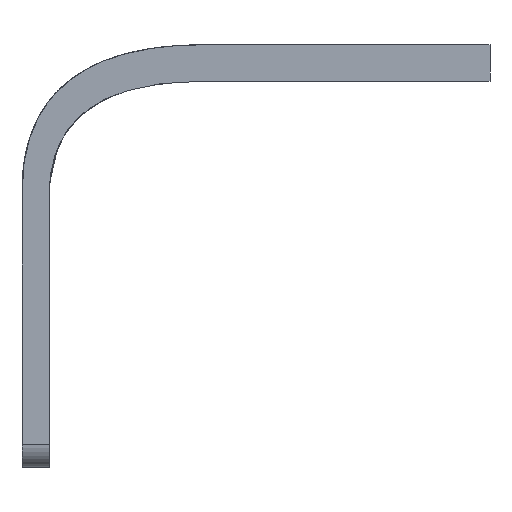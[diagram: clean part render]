
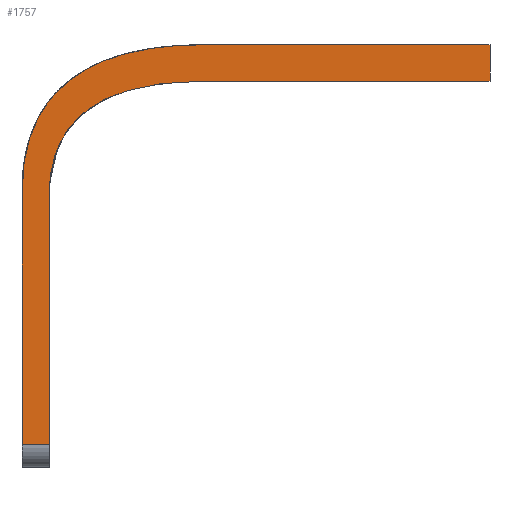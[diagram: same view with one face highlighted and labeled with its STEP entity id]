
A CAD part, front view. The second image highlights one B-rep face of the part: STEP entity #1757.
In plain terms, the highlighted planar face has unit normal (0, -1, 0).
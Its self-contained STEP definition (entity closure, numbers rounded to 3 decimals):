
#131=PLANE('',#1797);
#198=FACE_OUTER_BOUND('',#354,.T.);
#354=EDGE_LOOP('',(#1632,#1633,#1634,#1635,#1636,#1637,#1638,#1639));
#410=LINE('',#9981,#503);
#421=LINE('',#9995,#514);
#440=LINE('',#10116,#533);
#442=LINE('',#10120,#535);
#443=LINE('',#10123,#536);
#446=LINE('',#10140,#539);
#503=VECTOR('',#1857,10.);
#514=VECTOR('',#1870,10.);
#533=VECTOR('',#1925,10.);
#535=VECTOR('',#1931,10.);
#536=VECTOR('',#1934,10.);
#539=VECTOR('',#1939,10.);
#691=B_SPLINE_CURVE_WITH_KNOTS('',3,(#10076,#10077,#10078,#10079,#10080,
#10081,#10082,#10083,#10084,#10085),.UNSPECIFIED.,.F.,.F.,(4,3,3,4),(1.,
1.323,1.626,2.),.UNSPECIFIED.);
#692=B_SPLINE_CURVE_WITH_KNOTS('',2,(#10133,#10134,#10135),
 .UNSPECIFIED.,.F.,.F.,(3,3),(1.,2.),.UNSPECIFIED.);
#840=VERTEX_POINT('',#9978);
#841=VERTEX_POINT('',#9980);
#842=VERTEX_POINT('',#9992);
#843=VERTEX_POINT('',#9994);
#854=VERTEX_POINT('',#10068);
#855=VERTEX_POINT('',#10075);
#863=VERTEX_POINT('',#10114);
#864=VERTEX_POINT('',#10122);
#1065=EDGE_CURVE('',#840,#841,#410,.T.);
#1076=EDGE_CURVE('',#842,#843,#421,.T.);
#1097=EDGE_CURVE('',#854,#855,#691,.T.);
#1114=EDGE_CURVE('',#863,#854,#440,.F.);
#1116=EDGE_CURVE('',#843,#863,#442,.T.);
#1117=EDGE_CURVE('',#855,#864,#443,.F.);
#1120=EDGE_CURVE('',#841,#842,#692,.T.);
#1122=EDGE_CURVE('',#864,#840,#446,.T.);
#1632=ORIENTED_EDGE('',*,*,#1116,.F.);
#1633=ORIENTED_EDGE('',*,*,#1076,.F.);
#1634=ORIENTED_EDGE('',*,*,#1120,.F.);
#1635=ORIENTED_EDGE('',*,*,#1065,.F.);
#1636=ORIENTED_EDGE('',*,*,#1122,.F.);
#1637=ORIENTED_EDGE('',*,*,#1117,.F.);
#1638=ORIENTED_EDGE('',*,*,#1097,.F.);
#1639=ORIENTED_EDGE('',*,*,#1114,.F.);
#1757=ADVANCED_FACE('',(#198),#131,.F.);
#1797=AXIS2_PLACEMENT_3D('',#10143,#1943,#1944);
#1857=DIRECTION('',(-1.,0.,0.));
#1870=DIRECTION('',(0.,0.,-1.));
#1925=DIRECTION('',(0.,0.,-1.));
#1931=DIRECTION('',(-1.,0.,0.));
#1934=DIRECTION('',(-1.,0.,0.));
#1939=DIRECTION('',(0.,0.,-1.));
#1943=DIRECTION('center_axis',(0.,1.,0.));
#1944=DIRECTION('ref_axis',(0.,0.,1.));
#9978=CARTESIAN_POINT('',(0.,0.,-5.));
#9980=CARTESIAN_POINT('',(-63.,0.,-5.));
#9981=CARTESIAN_POINT('',(0.,0.,-5.));
#9992=CARTESIAN_POINT('',(-97.,0.,-30.));
#9994=CARTESIAN_POINT('',(-97.,0.,-85.));
#9995=CARTESIAN_POINT('',(-97.,0.,-30.));
#10068=CARTESIAN_POINT('',(-103.,0.,-30.027));
#10075=CARTESIAN_POINT('',(-63.,0.,3.));
#10076=CARTESIAN_POINT('Ctrl Pts',(-103.,0.,-30.027));
#10077=CARTESIAN_POINT('Ctrl Pts',(-103.12,0.,-23.177));
#10078=CARTESIAN_POINT('Ctrl Pts',(-101.834,0.,-17.19));
#10079=CARTESIAN_POINT('Ctrl Pts',(-98.977,0.,-12.252));
#10080=CARTESIAN_POINT('Ctrl Pts',(-96.293,0.,-7.615));
#10081=CARTESIAN_POINT('Ctrl Pts',(-92.231,0.,-3.988));
#10082=CARTESIAN_POINT('Ctrl Pts',(-87.069,0.,-1.499));
#10083=CARTESIAN_POINT('Ctrl Pts',(-80.69,0.,1.576));
#10084=CARTESIAN_POINT('Ctrl Pts',(-72.666,0.,3.));
#10085=CARTESIAN_POINT('Ctrl Pts',(-63.,0.,3.));
#10114=CARTESIAN_POINT('',(-103.,0.,-85.));
#10116=CARTESIAN_POINT('',(-103.,0.,-80.));
#10120=CARTESIAN_POINT('',(-97.75,0.,-85.));
#10122=CARTESIAN_POINT('',(0.,0.,3.));
#10123=CARTESIAN_POINT('',(-80.75,0.,3.));
#10133=CARTESIAN_POINT('Ctrl Pts',(-63.,0.,-5.));
#10134=CARTESIAN_POINT('Ctrl Pts',(-97.,0.,-5.));
#10135=CARTESIAN_POINT('Ctrl Pts',(-97.,0.,-30.));
#10140=CARTESIAN_POINT('',(0.,0.,0.));
#10143=CARTESIAN_POINT('Origin',(-98.5,0.,-70.));
